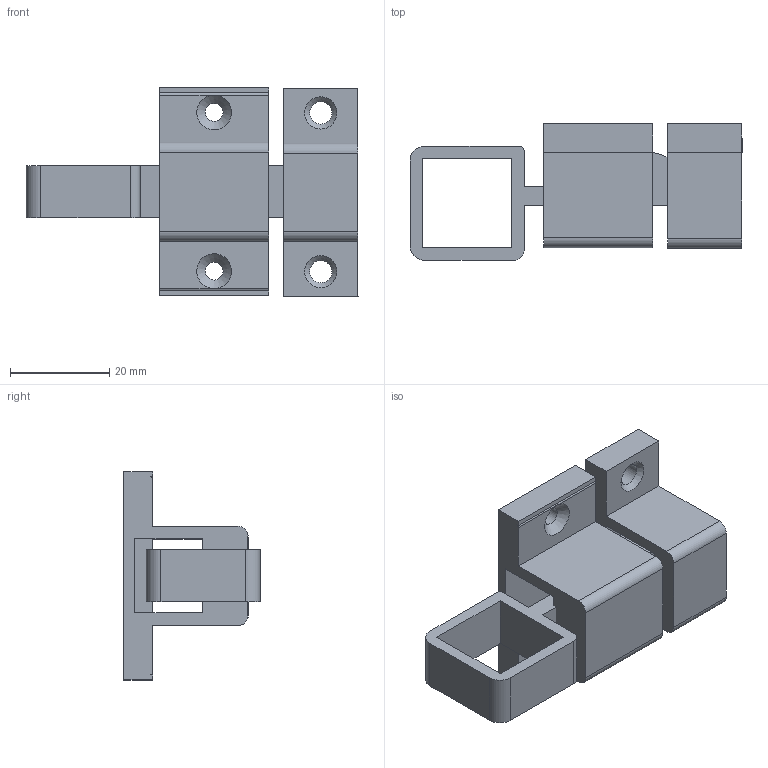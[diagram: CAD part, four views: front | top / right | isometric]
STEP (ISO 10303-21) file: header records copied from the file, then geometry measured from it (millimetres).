
FILE_DESCRIPTION(/* description */ ('CRICCHETTO'),/* implementation_level */ '2;1');
FILE_NAME(/* name */ 'CSRSR0000001.stp',/* time_stamp */ '2019-07-04T15:12:00+02:00',/* author */ ('fzagni'),/* organization */ (''),/* preprocessor_version */ 'ST-DEVELOPER v17.2',/* originating_system */ 'Autodesk Inventor 2019',/* authorisation */ '');
FILE_SCHEMA (('AUTOMOTIVE_DESIGN { 1 0 10303 214 3 1 1 }'));
Length unit declared in the file: millimetre
Products named in the file (4): CSRSR0000001 (30.026.00); 440000009503; 440000001844; 440000001848
Assembly tree (3 placements, depth 2):
  CSRSR0000001 (30.026.00)
    440000009503
    440000001844
    440000001848
Bounding box: 66.93 x 27.5 x 42.1 mm (x, y, z)
Volume: 19473.1 mm3; surface area: 12222.7 mm2
Topology: 3 solids, 3 shells, 68 faces, 189 edges, 125 vertices
Faces by surface type: plane 48, cylinder 16, cone 4
Full cylindrical faces by diameter (mm): 3.6 x2, 4.5 x2
Entity records: 2341 total; most frequent: CARTESIAN_POINT 389, DIRECTION 380, ORIENTED_EDGE 378, EDGE_CURVE 189, LINE 148, VECTOR 148, VERTEX_POINT 125, AXIS2_PLACEMENT_3D 116
